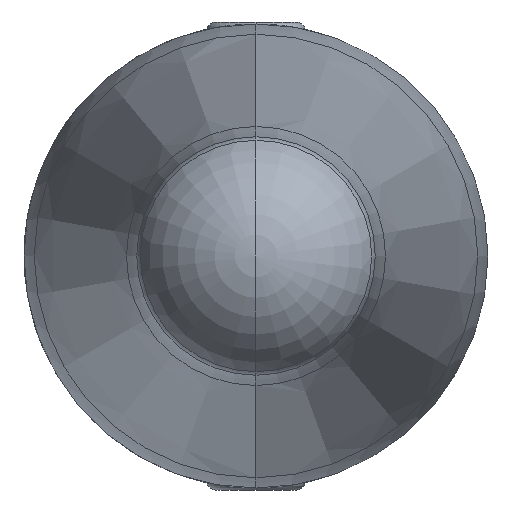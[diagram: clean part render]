
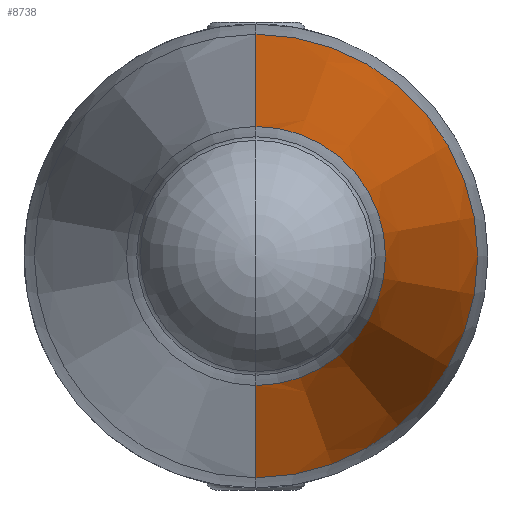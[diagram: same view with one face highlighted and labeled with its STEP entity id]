
A CAD part, left-side view. The second image highlights one B-rep face of the part: STEP entity #8738.
In plain terms, the highlighted conical face has half-angle 6.135 degrees and reference radius 3.669 mm.
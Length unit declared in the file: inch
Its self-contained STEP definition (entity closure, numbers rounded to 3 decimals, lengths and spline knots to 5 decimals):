
#599 = CIRCLE ( 'NONE', #17602, 0.2473 ) ;
#630 = CARTESIAN_POINT ( 'NONE',  ( -4.76344, 0., -0.14445 ) ) ;
#1039 = DIRECTION ( 'NONE',  ( 1., 0., 0. ) ) ;
#1127 = DIRECTION ( 'NONE',  ( 0., 0., -1. ) ) ;
#1447 = ORIENTED_EDGE ( 'NONE', *, *, #12719, .F. ) ;
#2209 = ORIENTED_EDGE ( 'NONE', *, *, #9995, .T. ) ;
#2686 = VECTOR ( 'NONE', #16825, 39.37008 ) ;
#2888 = VECTOR ( 'NONE', #17513, 39.37008 ) ;
#3123 = VERTEX_POINT ( 'NONE', #7914 ) ;
#3503 = CARTESIAN_POINT ( 'NONE',  ( -4.76344, 0., 0. ) ) ;
#4266 = AXIS2_PLACEMENT_3D ( 'NONE', #3503, #5369, #1127 ) ;
#4840 = FACE_OUTER_BOUND ( 'NONE', #15452, .T. ) ;
#5322 = CARTESIAN_POINT ( 'NONE',  ( -3.80656, 0., -0.2473 ) ) ;
#5369 = DIRECTION ( 'NONE',  ( 1., 0., 0. ) ) ;
#6270 = ORIENTED_EDGE ( 'NONE', *, *, #7840, .T. ) ;
#6587 = CARTESIAN_POINT ( 'NONE',  ( -3.80656, 0., 0. ) ) ;
#6632 = CARTESIAN_POINT ( 'NONE',  ( -4.76344, 0., 0. ) ) ;
#7080 = LINE ( 'NONE', #7172, #2686 ) ;
#7172 = CARTESIAN_POINT ( 'NONE',  ( -4.76344, 0., 0.14445 ) ) ;
#7793 = CARTESIAN_POINT ( 'NONE',  ( -4.76344, 0., -0.14445 ) ) ;
#7840 = EDGE_CURVE ( 'NONE', #3123, #15521, #10615, .T. ) ;
#7914 = CARTESIAN_POINT ( 'NONE',  ( -4.76344, 0., 0.14445 ) ) ;
#8219 = DIRECTION ( 'NONE',  ( 0., 0., -1. ) ) ;
#8738 = ADVANCED_FACE ( 'NONE', ( #4840 ), #13232, .T. ) ;
#9564 = CARTESIAN_POINT ( 'NONE',  ( -3.80656, 0., 0.2473 ) ) ;
#9995 = EDGE_CURVE ( 'NONE', #15521, #11671, #13417, .T. ) ;
#10499 = EDGE_CURVE ( 'NONE', #12478, #11671, #599, .T. ) ;
#10615 = CIRCLE ( 'NONE', #15792, 0.14445 ) ;
#10882 = DIRECTION ( 'NONE',  ( 0., 0., -1. ) ) ;
#11671 = VERTEX_POINT ( 'NONE', #5322 ) ;
#12478 = VERTEX_POINT ( 'NONE', #9564 ) ;
#12719 = EDGE_CURVE ( 'NONE', #3123, #12478, #7080, .T. ) ;
#13232 = CONICAL_SURFACE ( 'NONE', #4266, 0.14445, 0.107 ) ;
#13417 = LINE ( 'NONE', #7793, #2888 ) ;
#14578 = ORIENTED_EDGE ( 'NONE', *, *, #10499, .F. ) ;
#15452 = EDGE_LOOP ( 'NONE', ( #1447, #6270, #2209, #14578 ) ) ;
#15521 = VERTEX_POINT ( 'NONE', #630 ) ;
#15792 = AXIS2_PLACEMENT_3D ( 'NONE', #6632, #1039, #10882 ) ;
#16825 = DIRECTION ( 'NONE',  ( 0.994, 0., 0.107 ) ) ;
#17513 = DIRECTION ( 'NONE',  ( 0.994, 0., -0.107 ) ) ;
#17601 = DIRECTION ( 'NONE',  ( 1., 0., 0. ) ) ;
#17602 = AXIS2_PLACEMENT_3D ( 'NONE', #6587, #17601, #8219 ) ;
